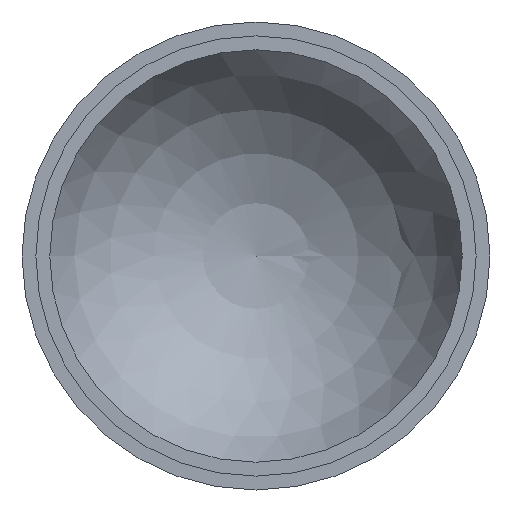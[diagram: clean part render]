
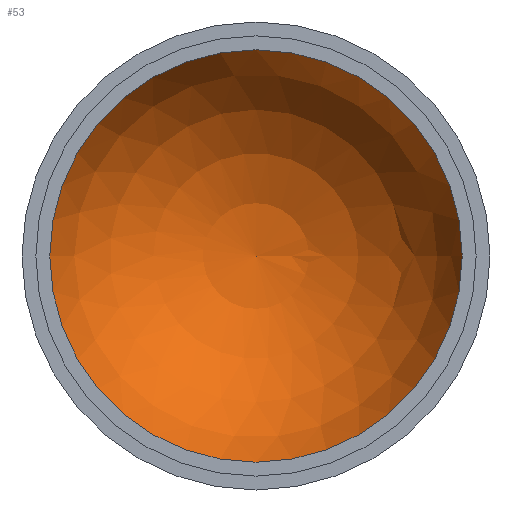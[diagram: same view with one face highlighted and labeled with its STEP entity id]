
A CAD part, front view. The second image highlights one B-rep face of the part: STEP entity #53.
In plain terms, the highlighted spherical face has radius 15.85 mm.
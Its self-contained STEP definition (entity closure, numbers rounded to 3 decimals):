
#43=SPHERICAL_SURFACE('',#110,15.85);
#45=FACE_OUTER_BOUND('',#73,.T.);
#53=ADVANCED_FACE('',(#45),#43,.F.);
#73=EDGE_LOOP('',(#83));
#83=ORIENTED_EDGE('',*,*,#93,.F.);
#88=VERTEX_POINT('',#149);
#93=EDGE_CURVE('',#88,#88,#98,.T.);
#98=CIRCLE('',#108,14.85);
#108=AXIS2_PLACEMENT_3D('',#148,#129,#130);
#110=AXIS2_PLACEMENT_3D('',#151,#133,#134);
#129=DIRECTION('',(0.,1.,0.));
#130=DIRECTION('',(0.,0.,-1.));
#133=DIRECTION('',(0.,-1.,0.));
#134=DIRECTION('',(1.,0.,0.));
#148=CARTESIAN_POINT('',(0.,24.541,0.));
#149=CARTESIAN_POINT('',(0.,24.541,-14.85));
#151=CARTESIAN_POINT('',(0.,19.,0.));
